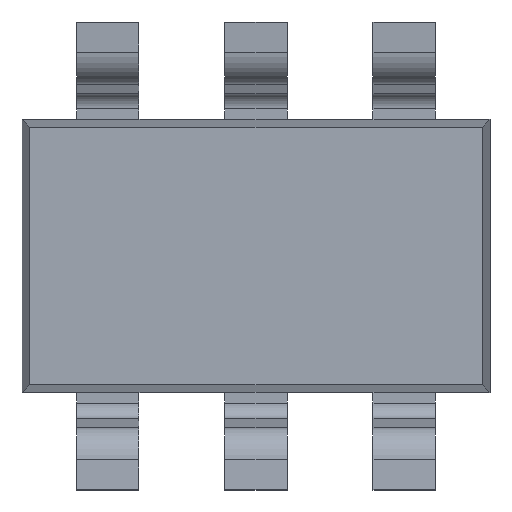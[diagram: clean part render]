
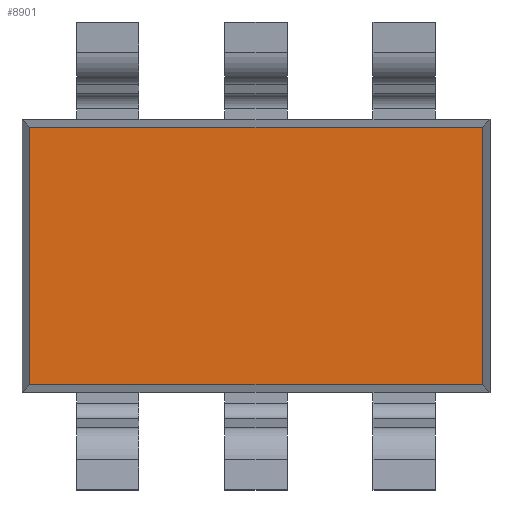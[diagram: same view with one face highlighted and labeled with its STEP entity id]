
A CAD part, front view. The second image highlights one B-rep face of the part: STEP entity #8901.
In plain terms, the highlighted planar face has unit normal (0, -1, 0).
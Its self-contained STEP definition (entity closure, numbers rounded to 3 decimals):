
#50=DIRECTION('',(0.,0.,1.));
#51=VECTOR('',#50,1.65);
#52=CARTESIAN_POINT('',(1.45,0.,-0.825));
#53=LINE('',#52,#51);
#58=DIRECTION('',(1.,0.,0.));
#59=VECTOR('',#58,2.9);
#60=CARTESIAN_POINT('',(-1.45,0.,-0.825));
#61=LINE('',#60,#59);
#65=DIRECTION('',(0.,0.,-1.));
#66=VECTOR('',#65,1.65);
#67=CARTESIAN_POINT('',(-1.45,0.,0.825));
#68=LINE('',#67,#66);
#72=DIRECTION('',(-1.,0.,0.));
#73=VECTOR('',#72,2.9);
#74=CARTESIAN_POINT('',(1.45,0.,0.825));
#75=LINE('',#74,#73);
#7514=CARTESIAN_POINT('',(1.45,0.,-0.825));
#7515=CARTESIAN_POINT('',(1.45,0.,0.825));
#7516=VERTEX_POINT('',#7514);
#7517=VERTEX_POINT('',#7515);
#7522=CARTESIAN_POINT('',(-1.45,0.,-0.825));
#7523=VERTEX_POINT('',#7522);
#7528=CARTESIAN_POINT('',(-1.45,0.,0.825));
#7529=VERTEX_POINT('',#7528);
#8886=CARTESIAN_POINT('',(0.,0.,0.));
#8887=DIRECTION('',(0.,1.,0.));
#8888=DIRECTION('',(1.,0.,0.));
#8889=AXIS2_PLACEMENT_3D('',#8886,#8887,#8888);
#8890=PLANE('',#8889);
#8892=ORIENTED_EDGE('',*,*,#8891,.F.);
#8894=ORIENTED_EDGE('',*,*,#8893,.F.);
#8896=ORIENTED_EDGE('',*,*,#8895,.F.);
#8898=ORIENTED_EDGE('',*,*,#8897,.F.);
#8899=EDGE_LOOP('',(#8892,#8894,#8896,#8898));
#8900=FACE_OUTER_BOUND('',#8899,.F.);
#8901=ADVANCED_FACE('',(#8900),#8890,.F.);
#8891=EDGE_CURVE('',#7516,#7517,#53,.T.);
#8893=EDGE_CURVE('',#7523,#7516,#61,.T.);
#8895=EDGE_CURVE('',#7529,#7523,#68,.T.);
#8897=EDGE_CURVE('',#7517,#7529,#75,.T.);
